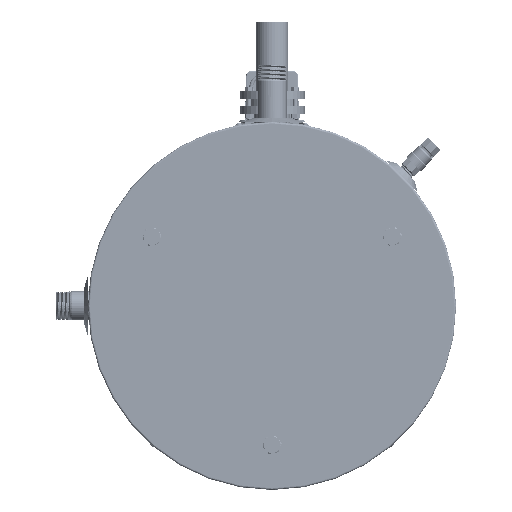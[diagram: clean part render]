
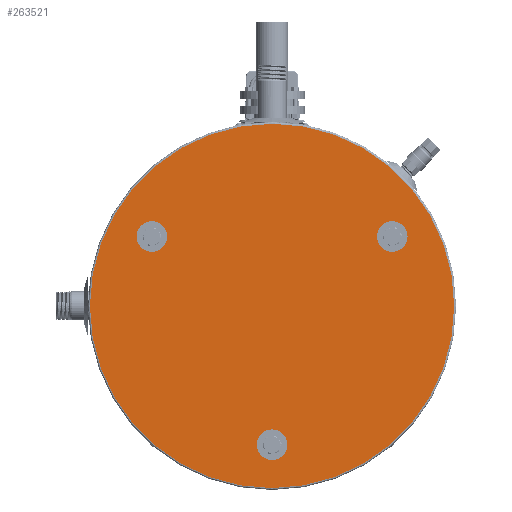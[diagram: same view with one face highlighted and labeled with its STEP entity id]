
A CAD part, front view. The second image highlights one B-rep face of the part: STEP entity #263521.
In plain terms, the highlighted planar face has unit normal (0, -1, 0).
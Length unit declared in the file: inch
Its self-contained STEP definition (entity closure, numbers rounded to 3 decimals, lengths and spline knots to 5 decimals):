
#6847 = FACE_BOUND ( 'NONE', #261457, .T. ) ;
#7697 = CIRCLE ( 'NONE', #318080, 1. ) ;
#9940 = DIRECTION ( 'NONE',  ( 0., 0., -1. ) ) ;
#11015 = DIRECTION ( 'NONE',  ( 0., 0., 1. ) ) ;
#14212 = EDGE_CURVE ( 'NONE', #61568, #184007, #7697, .T. ) ;
#15977 = CARTESIAN_POINT ( 'NONE',  ( 0., 0.4345, -9.06864 ) ) ;
#19643 = CARTESIAN_POINT ( 'NONE',  ( 7.85367, 0.4345, 4.53432 ) ) ;
#25753 = AXIS2_PLACEMENT_3D ( 'NONE', #202532, #131355, #9940 ) ;
#29405 = FACE_BOUND ( 'NONE', #248653, .T. ) ;
#38661 = CARTESIAN_POINT ( 'NONE',  ( 0., 0.4345, -8.06864 ) ) ;
#45957 = EDGE_CURVE ( 'NONE', #102760, #95295, #189468, .T. ) ;
#46712 = VERTEX_POINT ( 'NONE', #268743 ) ;
#48726 = DIRECTION ( 'NONE',  ( 0., 1., 0. ) ) ;
#48982 = EDGE_CURVE ( 'NONE', #82436, #266848, #280133, .T. ) ;
#57996 = DIRECTION ( 'NONE',  ( 0., -1., 0. ) ) ;
#61568 = VERTEX_POINT ( 'NONE', #67025 ) ;
#67025 = CARTESIAN_POINT ( 'NONE',  ( -7.85367, 0.4345, 3.53432 ) ) ;
#72700 = CIRCLE ( 'NONE', #284809, 1. ) ;
#74873 = FACE_BOUND ( 'NONE', #213953, .T. ) ;
#78092 = PLANE ( 'NONE',  #170962 ) ;
#80431 = VERTEX_POINT ( 'NONE', #315242 ) ;
#82436 = VERTEX_POINT ( 'NONE', #38661 ) ;
#83232 = ORIENTED_EDGE ( 'NONE', *, *, #45957, .T. ) ;
#90146 = DIRECTION ( 'NONE',  ( 0., 1., 0. ) ) ;
#95229 = ORIENTED_EDGE ( 'NONE', *, *, #223194, .T. ) ;
#95295 = VERTEX_POINT ( 'NONE', #165896 ) ;
#98589 = CIRCLE ( 'NONE', #284919, 1. ) ;
#102432 = FACE_OUTER_BOUND ( 'NONE', #293124, .T. ) ;
#102760 = VERTEX_POINT ( 'NONE', #259855 ) ;
#109318 = CIRCLE ( 'NONE', #176366, 1. ) ;
#110476 = ORIENTED_EDGE ( 'NONE', *, *, #176019, .T. ) ;
#111577 = DIRECTION ( 'NONE',  ( 0., 0., -1. ) ) ;
#118425 = DIRECTION ( 'NONE',  ( 0., 0., -1. ) ) ;
#131355 = DIRECTION ( 'NONE',  ( 0., 1., 0. ) ) ;
#137049 = CARTESIAN_POINT ( 'NONE',  ( -7.85367, 0.4345, 4.53432 ) ) ;
#140198 = EDGE_CURVE ( 'NONE', #95295, #102760, #213541, .T. ) ;
#142331 = DIRECTION ( 'NONE',  ( 0., -1., 0. ) ) ;
#158437 = AXIS2_PLACEMENT_3D ( 'NONE', #307501, #57996, #11015 ) ;
#162170 = ORIENTED_EDGE ( 'NONE', *, *, #259920, .T. ) ;
#162238 = ORIENTED_EDGE ( 'NONE', *, *, #48982, .T. ) ;
#163609 = DIRECTION ( 'NONE',  ( 0., 0., -1. ) ) ;
#165896 = CARTESIAN_POINT ( 'NONE',  ( 0., 0.4345, -11.905 ) ) ;
#170962 = AXIS2_PLACEMENT_3D ( 'NONE', #280521, #183150, #163609 ) ;
#172482 = DIRECTION ( 'NONE',  ( 0., 1., 0. ) ) ;
#175730 = CIRCLE ( 'NONE', #25753, 1. ) ;
#176019 = EDGE_CURVE ( 'NONE', #184007, #61568, #175730, .T. ) ;
#176366 = AXIS2_PLACEMENT_3D ( 'NONE', #297361, #172482, #300591 ) ;
#176480 = EDGE_CURVE ( 'NONE', #266848, #82436, #72700, .T. ) ;
#183150 = DIRECTION ( 'NONE',  ( 0., 1., 0. ) ) ;
#184007 = VERTEX_POINT ( 'NONE', #303113 ) ;
#189468 = CIRCLE ( 'NONE', #158437, 11.905 ) ;
#189808 = CARTESIAN_POINT ( 'NONE',  ( 0., 0.4345, -10.06864 ) ) ;
#192937 = AXIS2_PLACEMENT_3D ( 'NONE', #289822, #142331, #320616 ) ;
#198375 = ORIENTED_EDGE ( 'NONE', *, *, #14212, .T. ) ;
#201714 = ORIENTED_EDGE ( 'NONE', *, *, #140198, .T. ) ;
#202532 = CARTESIAN_POINT ( 'NONE',  ( -7.85367, 0.4345, 4.53432 ) ) ;
#206310 = CARTESIAN_POINT ( 'NONE',  ( 0., 0.4345, -9.06864 ) ) ;
#213386 = DIRECTION ( 'NONE',  ( 0., 1., 0. ) ) ;
#213541 = CIRCLE ( 'NONE', #192937, 11.905 ) ;
#213953 = EDGE_LOOP ( 'NONE', ( #198375, #110476 ) ) ;
#223194 = EDGE_CURVE ( 'NONE', #46712, #80431, #98589, .T. ) ;
#229146 = DIRECTION ( 'NONE',  ( 0., 0., -1. ) ) ;
#240516 = ORIENTED_EDGE ( 'NONE', *, *, #176480, .T. ) ;
#248653 = EDGE_LOOP ( 'NONE', ( #240516, #162238 ) ) ;
#259855 = CARTESIAN_POINT ( 'NONE',  ( 0., 0.4345, 11.905 ) ) ;
#259920 = EDGE_CURVE ( 'NONE', #80431, #46712, #109318, .T. ) ;
#260146 = DIRECTION ( 'NONE',  ( 0., 0., -1. ) ) ;
#261457 = EDGE_LOOP ( 'NONE', ( #162170, #95229 ) ) ;
#263521 = ADVANCED_FACE ( 'NONE', ( #6847, #74873, #29405, #102432 ), #78092, .F. ) ;
#266848 = VERTEX_POINT ( 'NONE', #189808 ) ;
#268743 = CARTESIAN_POINT ( 'NONE',  ( 7.85367, 0.4345, 5.53432 ) ) ;
#280133 = CIRCLE ( 'NONE', #316530, 1. ) ;
#280521 = CARTESIAN_POINT ( 'NONE',  ( 0., 0.4345, 0. ) ) ;
#284809 = AXIS2_PLACEMENT_3D ( 'NONE', #15977, #213386, #111577 ) ;
#284919 = AXIS2_PLACEMENT_3D ( 'NONE', #19643, #48726, #118425 ) ;
#289822 = CARTESIAN_POINT ( 'NONE',  ( 0., 0.4345, 0. ) ) ;
#293124 = EDGE_LOOP ( 'NONE', ( #83232, #201714 ) ) ;
#297361 = CARTESIAN_POINT ( 'NONE',  ( 7.85367, 0.4345, 4.53432 ) ) ;
#300591 = DIRECTION ( 'NONE',  ( 0., 0., -1. ) ) ;
#303113 = CARTESIAN_POINT ( 'NONE',  ( -7.85367, 0.4345, 5.53432 ) ) ;
#307003 = DIRECTION ( 'NONE',  ( 0., 1., 0. ) ) ;
#307501 = CARTESIAN_POINT ( 'NONE',  ( 0., 0.4345, 0. ) ) ;
#315242 = CARTESIAN_POINT ( 'NONE',  ( 7.85367, 0.4345, 3.53432 ) ) ;
#316530 = AXIS2_PLACEMENT_3D ( 'NONE', #206310, #307003, #229146 ) ;
#318080 = AXIS2_PLACEMENT_3D ( 'NONE', #137049, #90146, #260146 ) ;
#320616 = DIRECTION ( 'NONE',  ( 0., 0., 1. ) ) ;
